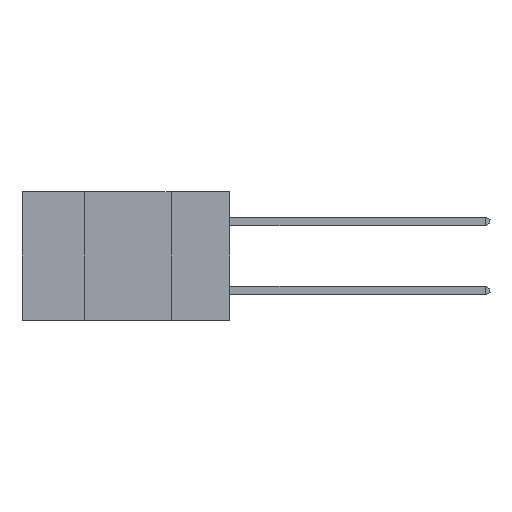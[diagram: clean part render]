
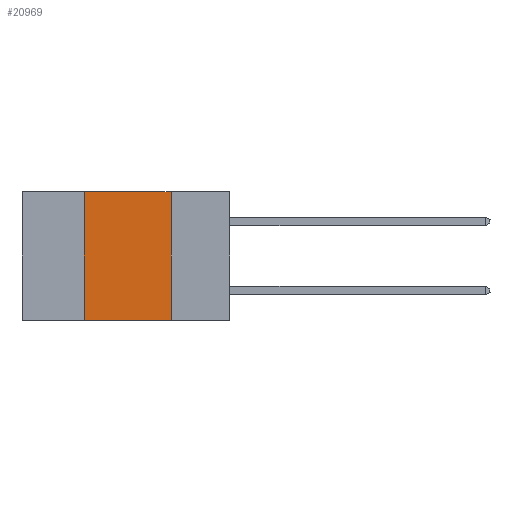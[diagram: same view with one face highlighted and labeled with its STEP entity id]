
A CAD part, left-side view. The second image highlights one B-rep face of the part: STEP entity #20969.
In plain terms, the highlighted planar face has unit normal (-1, 0, 0).
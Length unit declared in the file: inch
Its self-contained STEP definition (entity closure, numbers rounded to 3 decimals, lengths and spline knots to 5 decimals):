
#67 = PLANE ( 'NONE',  #14970 ) ;
#152 = DIRECTION ( 'NONE',  ( 1., 0., 0. ) ) ;
#196 = DIRECTION ( 'NONE',  ( 0., -1., 0. ) ) ;
#1681 = EDGE_CURVE ( 'NONE', #11937, #8193, #16322, .T. ) ;
#2007 = EDGE_CURVE ( 'NONE', #10224, #11207, #6149, .T. ) ;
#3077 = EDGE_LOOP ( 'NONE', ( #22218, #7806, #14441, #12780 ) ) ;
#3584 = VECTOR ( 'NONE', #196, 39.37008 ) ;
#4592 = VECTOR ( 'NONE', #20681, 39.37008 ) ;
#4788 = DIRECTION ( 'NONE',  ( 0., 0., -1. ) ) ;
#4803 = CARTESIAN_POINT ( 'NONE',  ( 0., 0.42, -0.37 ) ) ;
#6149 = LINE ( 'NONE', #21839, #3584 ) ;
#7502 = DIRECTION ( 'NONE',  ( 0., 0., -1. ) ) ;
#7806 = ORIENTED_EDGE ( 'NONE', *, *, #2007, .F. ) ;
#8193 = VERTEX_POINT ( 'NONE', #23333 ) ;
#9939 = DIRECTION ( 'NONE',  ( 0., -1., 0. ) ) ;
#10224 = VERTEX_POINT ( 'NONE', #15799 ) ;
#10889 = CARTESIAN_POINT ( 'NONE',  ( 0., 0.17, 0. ) ) ;
#11207 = VERTEX_POINT ( 'NONE', #10889 ) ;
#11782 = EDGE_CURVE ( 'NONE', #11937, #10224, #15326, .T. ) ;
#11937 = VERTEX_POINT ( 'NONE', #4803 ) ;
#12780 = ORIENTED_EDGE ( 'NONE', *, *, #1681, .T. ) ;
#13307 = CARTESIAN_POINT ( 'NONE',  ( 0., 0.42, 0. ) ) ;
#13472 = CARTESIAN_POINT ( 'NONE',  ( 0., 0.6, -0.37 ) ) ;
#14441 = ORIENTED_EDGE ( 'NONE', *, *, #11782, .F. ) ;
#14970 = AXIS2_PLACEMENT_3D ( 'NONE', #21633, #152, #7502 ) ;
#15326 = LINE ( 'NONE', #13307, #4592 ) ;
#15572 = VECTOR ( 'NONE', #4788, 39.37008 ) ;
#15576 = EDGE_CURVE ( 'NONE', #11207, #8193, #16422, .T. ) ;
#15780 = FACE_OUTER_BOUND ( 'NONE', #3077, .T. ) ;
#15799 = CARTESIAN_POINT ( 'NONE',  ( 0., 0.42, 0. ) ) ;
#16322 = LINE ( 'NONE', #13472, #23084 ) ;
#16422 = LINE ( 'NONE', #19024, #15572 ) ;
#19024 = CARTESIAN_POINT ( 'NONE',  ( 0., 0.17, 0. ) ) ;
#20681 = DIRECTION ( 'NONE',  ( 0., 0., 1. ) ) ;
#20969 = ADVANCED_FACE ( 'NONE', ( #15780 ), #67, .F. ) ;
#21633 = CARTESIAN_POINT ( 'NONE',  ( 0., 0.6, 0. ) ) ;
#21839 = CARTESIAN_POINT ( 'NONE',  ( 0., 0.6, 0. ) ) ;
#22218 = ORIENTED_EDGE ( 'NONE', *, *, #15576, .F. ) ;
#23084 = VECTOR ( 'NONE', #9939, 39.37008 ) ;
#23333 = CARTESIAN_POINT ( 'NONE',  ( 0., 0.17, -0.37 ) ) ;
